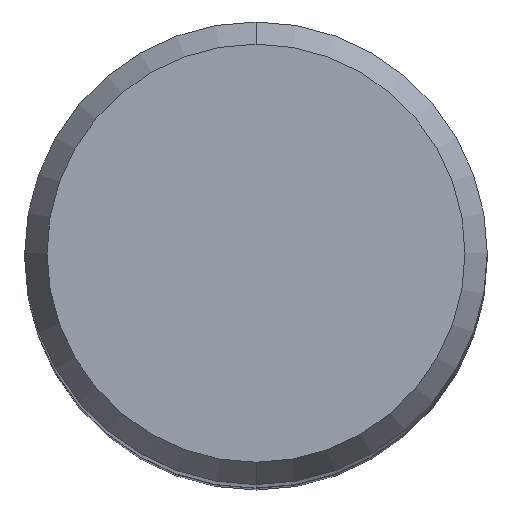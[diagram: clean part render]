
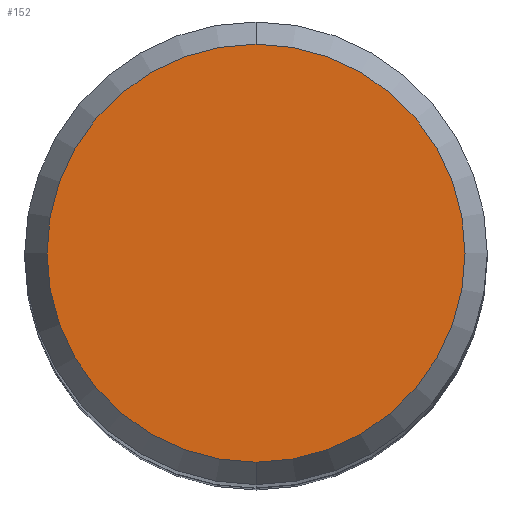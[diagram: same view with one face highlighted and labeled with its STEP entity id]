
A CAD part, top view. The second image highlights one B-rep face of the part: STEP entity #152.
In plain terms, the highlighted planar face has unit normal (0, 0, 1).
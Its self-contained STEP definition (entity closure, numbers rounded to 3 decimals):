
#138=VERTEX_POINT('',#328);
#152=ADVANCED_FACE('',(#345),#346,.T.);
#204=EDGE_CURVE('',#258,#138,#404,.T.);
#232=EDGE_CURVE('',#138,#258,#436,.T.);
#258=VERTEX_POINT('',#468);
#328=CARTESIAN_POINT('',(0.0,5.423,0.01));
#345=FACE_OUTER_BOUND('',#559,.T.);
#346=PLANE('',#560);
#404=CIRCLE('',#632,5.423);
#436=CIRCLE('',#677,5.423);
#468=CARTESIAN_POINT('',(0.,-5.423,0.01));
#559=EDGE_LOOP('',(#799,#800));
#560=AXIS2_PLACEMENT_3D('',#801,#802,#803);
#632=AXIS2_PLACEMENT_3D('',#883,#884,#885);
#677=AXIS2_PLACEMENT_3D('',#926,#927,#928);
#799=ORIENTED_EDGE('',*,*,#232,.F.);
#800=ORIENTED_EDGE('',*,*,#204,.F.);
#801=CARTESIAN_POINT('',(0.0,2.711,0.01));
#802=DIRECTION('',(-0.0,0.0,1.0));
#803=DIRECTION('',(0.0,-1.0,0.0));
#883=CARTESIAN_POINT('',(0.0,0.0,0.01));
#884=DIRECTION('',(0.0,0.0,-1.0));
#885=DIRECTION('',(0.0,1.0,0.0));
#926=CARTESIAN_POINT('',(0.0,0.0,0.01));
#927=DIRECTION('',(0.0,0.0,-1.0));
#928=DIRECTION('',(0.0,1.0,0.0));
